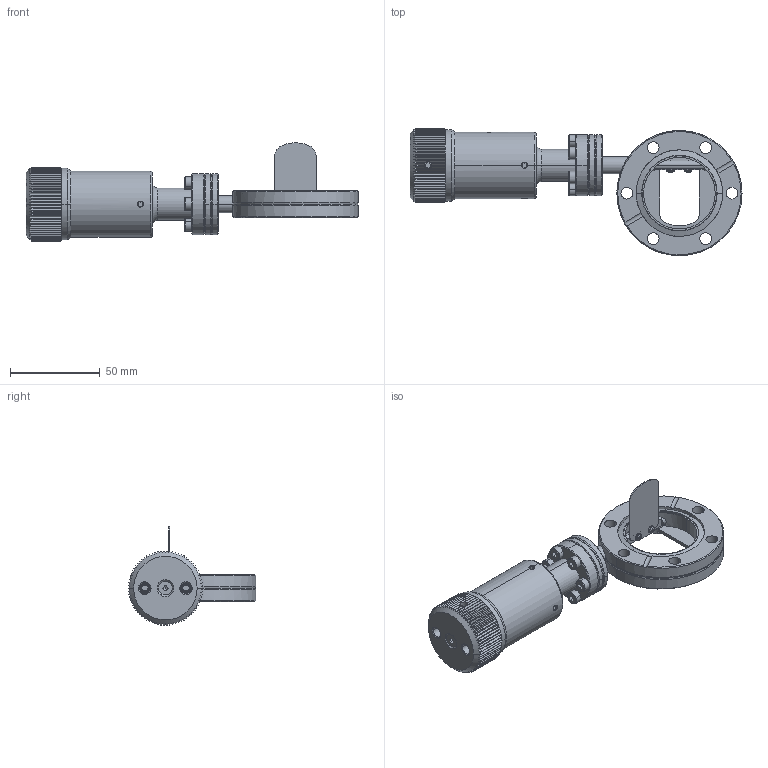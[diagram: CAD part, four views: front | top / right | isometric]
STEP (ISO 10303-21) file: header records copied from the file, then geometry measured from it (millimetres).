
FILE_DESCRIPTION (( 'STEP AP214' ), '1' );
FILE_NAME ('420MBL040.stp', '2017-03-14T08:01:19', ( '' ), ( '' ), 'SwSTEP 2.0', 'SolidWorks 2015', '' );
FILE_SCHEMA (( 'AUTOMOTIVE_DESIGN' ));
Length unit declared in the file: millimetre
Products named in the file (1): 420MBL040
Bounding box: 185.45 x 71.2 x 55.04 mm (x, y, z)
Volume: 134767.5 mm3; surface area: 48330.4 mm2
Topology: 29 solids, 31 shells, 1387 faces, 3471 edges, 2173 vertices
Faces by surface type: plane 681, cylinder 324, cone 208, bspline 94, torus 56, sphere 24
Entity records: 57488 total; most frequent: CARTESIAN_POINT 12356, ORIENTED_EDGE 6806, DIRECTION 6466, EDGE_CURVE 3403, AXIS2_PLACEMENT_3D 2506, VERTEX_POINT 2145, EDGE_LOOP 1520, VECTOR 1454
